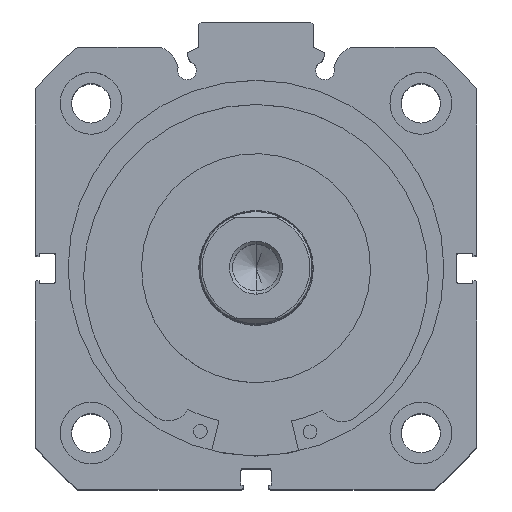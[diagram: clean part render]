
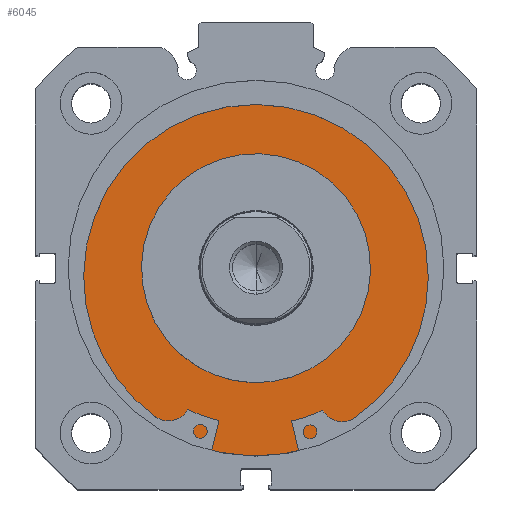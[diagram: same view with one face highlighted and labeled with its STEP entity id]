
A CAD part, top view. The second image highlights one B-rep face of the part: STEP entity #6045.
In plain terms, the highlighted face is planar.
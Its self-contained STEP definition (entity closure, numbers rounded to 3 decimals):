
#817 = FACE_OUTER_BOUND ( 'NONE', #3858, .T. ) ;
#824 = FACE_BOUND ( 'NONE', #3854, .T. ) ;
#2054 = CARTESIAN_POINT ( 'NONE',  ( 4., 41., 0. ) ) ;
#2064 = PLANE ( 'NONE',  #5813 ) ;
#2065 = DIRECTION ( 'NONE',  ( 1., 0., 0. ) ) ;
#2066 = DIRECTION ( 'NONE',  ( 0., 0., -1. ) ) ;
#2500 = CARTESIAN_POINT ( 'NONE',  ( 4., 0., -25. ) ) ;
#2501 = CARTESIAN_POINT ( 'NONE',  ( 4., 0., 41. ) ) ;
#2597 = CARTESIAN_POINT ( 'NONE',  ( 4., 0., 25. ) ) ;
#2661 = VERTEX_POINT ( 'NONE', #2501 ) ;
#2665 = VERTEX_POINT ( 'NONE', #2500 ) ;
#2671 = VERTEX_POINT ( 'NONE', #2597 ) ;
#2983 = VERTEX_POINT ( 'NONE', #6142 ) ;
#3409 = ORIENTED_EDGE ( 'NONE', *, *, #4848, .T. ) ;
#3410 = ORIENTED_EDGE ( 'NONE', *, *, #4843, .T. ) ;
#3411 = ORIENTED_EDGE ( 'NONE', *, *, #4851, .F. ) ;
#3412 = ORIENTED_EDGE ( 'NONE', *, *, #4840, .F. ) ;
#3854 = EDGE_LOOP ( 'NONE', ( #3412, #3411 ) ) ;
#3858 = EDGE_LOOP ( 'NONE', ( #3410, #3409 ) ) ;
#4155 = CIRCLE ( 'NONE', #5362, 25. ) ;
#4158 = CIRCLE ( 'NONE', #5357, 41. ) ;
#4166 = CIRCLE ( 'NONE', #5367, 41. ) ;
#4169 = CIRCLE ( 'NONE', #5368, 25. ) ;
#4840 = EDGE_CURVE ( 'NONE', #2671, #2665, #4155, .T. ) ;
#4843 = EDGE_CURVE ( 'NONE', #2661, #2983, #4158, .T. ) ;
#4848 = EDGE_CURVE ( 'NONE', #2983, #2661, #4166, .T. ) ;
#4851 = EDGE_CURVE ( 'NONE', #2665, #2671, #4169, .T. ) ;
#5357 = AXIS2_PLACEMENT_3D ( 'NONE', #6297, #6302, #6303 ) ;
#5362 = AXIS2_PLACEMENT_3D ( 'NONE', #6294, #6295, #6296 ) ;
#5367 = AXIS2_PLACEMENT_3D ( 'NONE', #6315, #6316, #6317 ) ;
#5368 = AXIS2_PLACEMENT_3D ( 'NONE', #6323, #6325, #6326 ) ;
#5813 = AXIS2_PLACEMENT_3D ( 'NONE', #2054, #2065, #2066 ) ;
#6045 = ADVANCED_FACE ( 'NONE', ( #824, #817 ), #2064, .F. ) ;
#6142 = CARTESIAN_POINT ( 'NONE',  ( 4., 0., -41. ) ) ;
#6294 = CARTESIAN_POINT ( 'NONE',  ( 4., 0., 0. ) ) ;
#6295 = DIRECTION ( 'NONE',  ( -1., 0., 0. ) ) ;
#6296 = DIRECTION ( 'NONE',  ( 0., 0., 1. ) ) ;
#6297 = CARTESIAN_POINT ( 'NONE',  ( 4., 0., 0. ) ) ;
#6302 = DIRECTION ( 'NONE',  ( -1., 0., 0. ) ) ;
#6303 = DIRECTION ( 'NONE',  ( 0., 0., 1. ) ) ;
#6315 = CARTESIAN_POINT ( 'NONE',  ( 4., 0., 0. ) ) ;
#6316 = DIRECTION ( 'NONE',  ( -1., 0., 0. ) ) ;
#6317 = DIRECTION ( 'NONE',  ( 0., 0., 1. ) ) ;
#6323 = CARTESIAN_POINT ( 'NONE',  ( 4., 0., 0. ) ) ;
#6325 = DIRECTION ( 'NONE',  ( -1., 0., 0. ) ) ;
#6326 = DIRECTION ( 'NONE',  ( 0., 0., 1. ) ) ;
